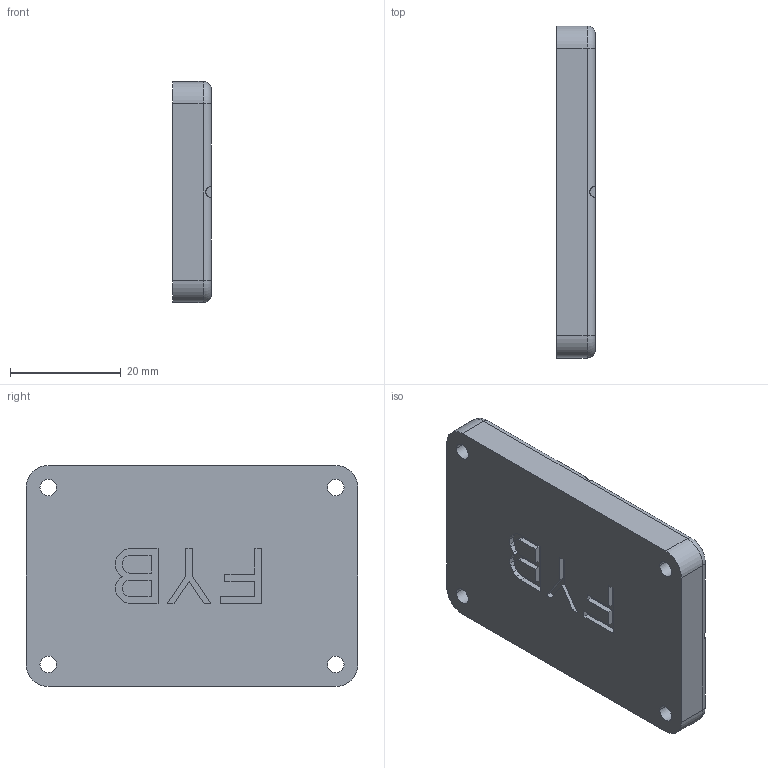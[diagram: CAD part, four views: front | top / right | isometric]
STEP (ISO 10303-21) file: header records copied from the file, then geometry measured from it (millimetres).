
FILE_DESCRIPTION((''),'2;1');
FILE_NAME('FYBUFPR010','2025-05-26T20:40:55',('t-gamer'),(''),'CREO PARAMETRIC BY PTC INC, 2024063','CREO PARAMETRIC BY PTC INC, 2024063','');
FILE_SCHEMA(('CONFIG_CONTROL_DESIGN'));
Length unit declared in the file: millimetre
Products named in the file (1): FYBUFPR010
Bounding box: 7 x 60 x 40 mm (x, y, z)
Volume: 15907.7 mm3; surface area: 7001.2 mm2
Topology: 1 solids, 1 shells, 189 faces, 520 edges, 344 vertices
Faces by surface type: plane 165, cylinder 20, torus 4
Entity records: 6016 total; most frequent: CARTESIAN_POINT 1113, ORIENTED_EDGE 1040, DIRECTION 934, EDGE_CURVE 520, VECTOR 476, LINE 476, VERTEX_POINT 344, AXIS2_PLACEMENT_3D 229
